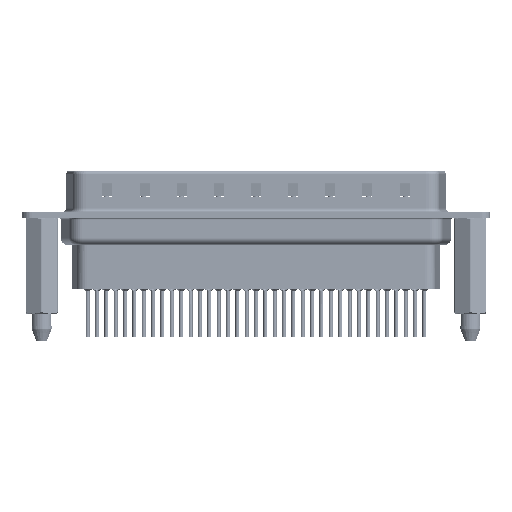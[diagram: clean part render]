
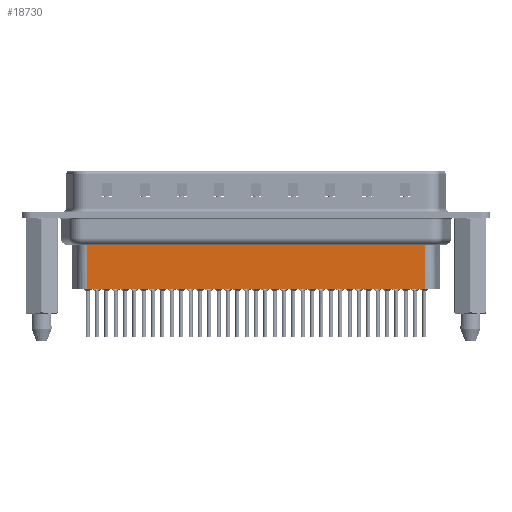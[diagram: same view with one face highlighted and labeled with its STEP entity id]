
A CAD part, front view. The second image highlights one B-rep face of the part: STEP entity #18730.
In plain terms, the highlighted planar face has unit normal (0, -1, 0).
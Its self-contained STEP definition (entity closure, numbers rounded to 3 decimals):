
#1541 = ORIENTED_EDGE ( 'NONE', *, *, #3690, .T. ) ;
#3470 = CARTESIAN_POINT ( 'NONE',  ( 6.459, -3.5, -4.097 ) ) ;
#3690 = EDGE_CURVE ( 'NONE', #22292, #4187, #5906, .T. ) ;
#4187 = VERTEX_POINT ( 'NONE', #11569 ) ;
#4600 = ORIENTED_EDGE ( 'NONE', *, *, #25517, .F. ) ;
#5427 = DIRECTION ( 'NONE',  ( -1., 0., 0. ) ) ;
#5906 = LINE ( 'NONE', #3470, #20638 ) ;
#6888 = ORIENTED_EDGE ( 'NONE', *, *, #11849, .F. ) ;
#7285 = DIRECTION ( 'NONE',  ( 0., 0., -1. ) ) ;
#7482 = CARTESIAN_POINT ( 'NONE',  ( 6.706, -3.5, -3.1 ) ) ;
#7636 = FACE_OUTER_BOUND ( 'NONE', #26374, .T. ) ;
#7868 = CARTESIAN_POINT ( 'NONE',  ( 6.706, -3.5, -10.95 ) ) ;
#8119 = DIRECTION ( 'NONE',  ( 1., 0., 0. ) ) ;
#9253 = CARTESIAN_POINT ( 'NONE',  ( 6.706, -3.5, -3.1 ) ) ;
#9348 = CARTESIAN_POINT ( 'NONE',  ( 56.794, -3.5, -10.95 ) ) ;
#9959 = ORIENTED_EDGE ( 'NONE', *, *, #13019, .T. ) ;
#10551 = DIRECTION ( 'NONE',  ( 0., -1., 0. ) ) ;
#11569 = CARTESIAN_POINT ( 'NONE',  ( 6.706, -3.5, -4.097 ) ) ;
#11849 = EDGE_CURVE ( 'NONE', #24472, #31403, #13358, .T. ) ;
#13019 = EDGE_CURVE ( 'NONE', #4187, #31403, #17177, .T. ) ;
#13358 = LINE ( 'NONE', #7868, #21367 ) ;
#13360 = DIRECTION ( 'NONE',  ( -1., 0., 0. ) ) ;
#15857 = VECTOR ( 'NONE', #26004, 1000. ) ;
#16061 = CARTESIAN_POINT ( 'NONE',  ( 56.794, -3.5, -3.1 ) ) ;
#17153 = AXIS2_PLACEMENT_3D ( 'NONE', #7482, #10551, #8119 ) ;
#17177 = LINE ( 'NONE', #9253, #20327 ) ;
#17525 = PLANE ( 'NONE',  #17153 ) ;
#18730 = ADVANCED_FACE ( 'NONE', ( #7636 ), #17525, .T. ) ;
#20327 = VECTOR ( 'NONE', #7285, 1000. ) ;
#20638 = VECTOR ( 'NONE', #13360, 1000. ) ;
#21099 = CARTESIAN_POINT ( 'NONE',  ( 56.794, -3.5, -4.097 ) ) ;
#21279 = LINE ( 'NONE', #16061, #15857 ) ;
#21367 = VECTOR ( 'NONE', #5427, 1000. ) ;
#22292 = VERTEX_POINT ( 'NONE', #21099 ) ;
#23868 = CARTESIAN_POINT ( 'NONE',  ( 6.706, -3.5, -10.95 ) ) ;
#24472 = VERTEX_POINT ( 'NONE', #9348 ) ;
#25517 = EDGE_CURVE ( 'NONE', #22292, #24472, #21279, .T. ) ;
#26004 = DIRECTION ( 'NONE',  ( 0., 0., -1. ) ) ;
#26374 = EDGE_LOOP ( 'NONE', ( #4600, #1541, #9959, #6888 ) ) ;
#31403 = VERTEX_POINT ( 'NONE', #23868 ) ;
